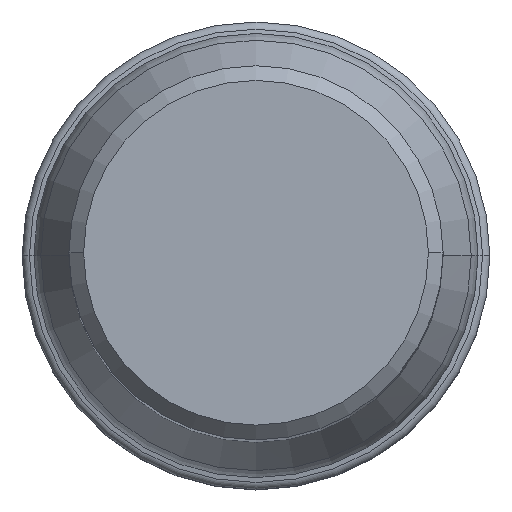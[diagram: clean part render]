
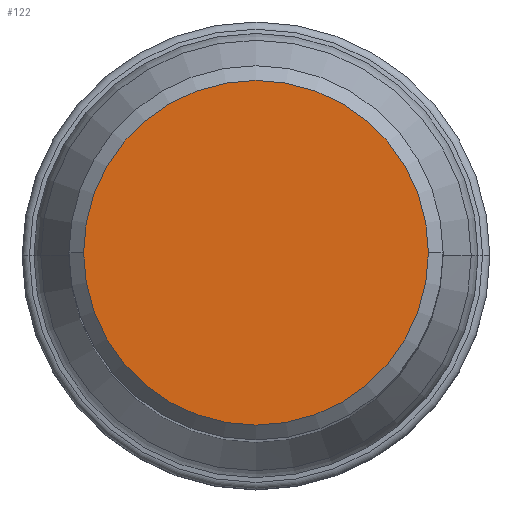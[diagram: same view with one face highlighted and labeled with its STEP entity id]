
A CAD part, top view. The second image highlights one B-rep face of the part: STEP entity #122.
In plain terms, the highlighted planar face has unit normal (0, 0, 1).
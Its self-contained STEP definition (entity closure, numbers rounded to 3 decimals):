
#30=PLANE('',#1215);
#122=ADVANCED_FACE('',(#213),#30,.F.);
#213=FACE_OUTER_BOUND('',#277,.T.);
#277=EDGE_LOOP('',(#465,#466,#467,#468));
#465=ORIENTED_EDGE('',*,*,#772,.F.);
#466=ORIENTED_EDGE('',*,*,#771,.F.);
#467=ORIENTED_EDGE('',*,*,#773,.F.);
#468=ORIENTED_EDGE('',*,*,#774,.F.);
#647=VERTEX_POINT('',#2421);
#648=VERTEX_POINT('',#2423);
#649=VERTEX_POINT('',#2425);
#650=VERTEX_POINT('',#2429);
#771=EDGE_CURVE('',#648,#649,#929,.T.);
#772=EDGE_CURVE('',#649,#647,#930,.T.);
#773=EDGE_CURVE('',#650,#648,#931,.T.);
#774=EDGE_CURVE('',#647,#650,#932,.T.);
#929=CIRCLE('',#1210,11.7);
#930=CIRCLE('',#1211,11.7);
#931=CIRCLE('',#1213,11.7);
#932=CIRCLE('',#1214,11.7);
#1210=AXIS2_PLACEMENT_3D('',#2424,#1446,#1447);
#1211=AXIS2_PLACEMENT_3D('',#2426,#1448,#1449);
#1213=AXIS2_PLACEMENT_3D('',#2428,#1452,#1453);
#1214=AXIS2_PLACEMENT_3D('',#2430,#1454,#1455);
#1215=AXIS2_PLACEMENT_3D('',#2431,#1456,#1457);
#1446=DIRECTION('',(0.,0.,-1.));
#1447=DIRECTION('',(-1.,0.,0.));
#1448=DIRECTION('',(0.,0.,-1.));
#1449=DIRECTION('',(0.,1.,0.));
#1452=DIRECTION('',(0.,0.,-1.));
#1453=DIRECTION('',(0.,-1.,0.));
#1454=DIRECTION('',(0.,0.,-1.));
#1455=DIRECTION('',(1.,0.,0.));
#1456=DIRECTION('',(0.,0.,-1.));
#1457=DIRECTION('',(1.,0.,0.));
#2421=CARTESIAN_POINT('',(11.7,0.,43.656));
#2423=CARTESIAN_POINT('',(-11.7,0.,43.656));
#2424=CARTESIAN_POINT('',(0.,0.,43.656));
#2425=CARTESIAN_POINT('',(0.,11.7,43.656));
#2426=CARTESIAN_POINT('',(0.,0.,43.656));
#2428=CARTESIAN_POINT('',(0.,0.,43.656));
#2429=CARTESIAN_POINT('',(0.,-11.7,43.656));
#2430=CARTESIAN_POINT('',(0.,0.,43.656));
#2431=CARTESIAN_POINT('',(0.,0.,43.656));
